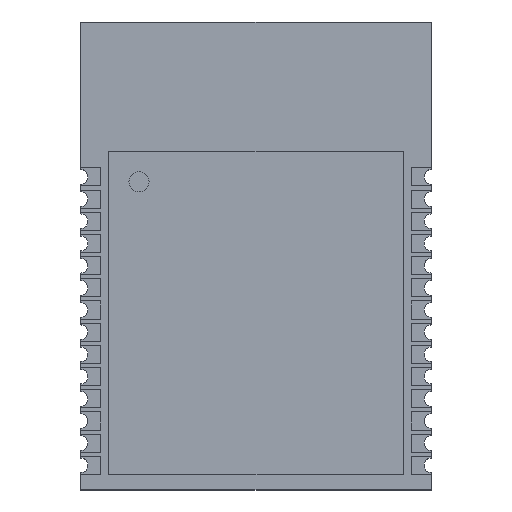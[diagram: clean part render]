
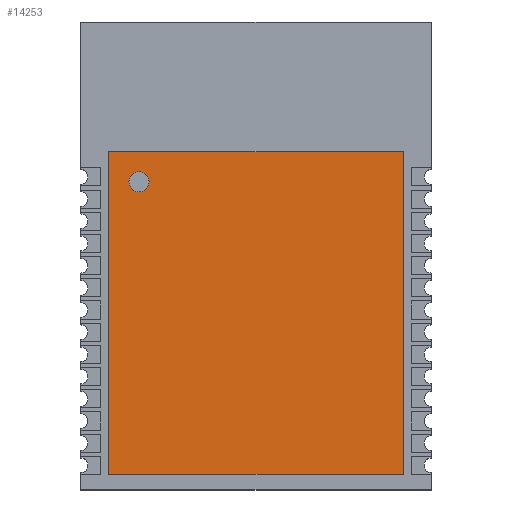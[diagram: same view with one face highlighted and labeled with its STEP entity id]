
A CAD part, top view. The second image highlights one B-rep face of the part: STEP entity #14253.
In plain terms, the highlighted planar face has unit normal (0, 0, 1).
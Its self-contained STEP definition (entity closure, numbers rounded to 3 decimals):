
#409 = VECTOR ( 'NONE', #14856, 1000. ) ;
#1088 = CARTESIAN_POINT ( 'NONE',  ( 7.3, 5.17, 2. ) ) ;
#1950 = LINE ( 'NONE', #2951, #409 ) ;
#2951 = CARTESIAN_POINT ( 'NONE',  ( -7.3, 5.17, 2. ) ) ;
#3129 = AXIS2_PLACEMENT_3D ( 'NONE', #12253, #6348, #11095 ) ;
#3630 = DIRECTION ( 'NONE',  ( 1., 0., 0. ) ) ;
#3688 = EDGE_CURVE ( 'NONE', #12616, #4322, #9793, .T. ) ;
#3738 = DIRECTION ( 'NONE',  ( -1., 0., 0. ) ) ;
#3912 = CARTESIAN_POINT ( 'NONE',  ( -6.3, 3.67, 2. ) ) ;
#4087 = EDGE_CURVE ( 'NONE', #14608, #11613, #1950, .T. ) ;
#4100 = CARTESIAN_POINT ( 'NONE',  ( -7.3, -10.83, 2. ) ) ;
#4145 = EDGE_LOOP ( 'NONE', ( #5560, #11988 ) ) ;
#4154 = EDGE_CURVE ( 'NONE', #7963, #6065, #8485, .T. ) ;
#4322 = VERTEX_POINT ( 'NONE', #12426 ) ;
#4655 = AXIS2_PLACEMENT_3D ( 'NONE', #5265, #10002, #10079 ) ;
#4784 = FACE_OUTER_BOUND ( 'NONE', #8753, .T. ) ;
#4904 = VECTOR ( 'NONE', #15031, 1000. ) ;
#5057 = DIRECTION ( 'NONE',  ( 0., 1., 0. ) ) ;
#5265 = CARTESIAN_POINT ( 'NONE',  ( -5.8, 3.67, 2. ) ) ;
#5279 = EDGE_CURVE ( 'NONE', #11613, #7963, #8853, .T. ) ;
#5560 = ORIENTED_EDGE ( 'NONE', *, *, #9133, .F. ) ;
#5725 = DIRECTION ( 'NONE',  ( 0., 0., 1. ) ) ;
#6065 = VERTEX_POINT ( 'NONE', #6837 ) ;
#6348 = DIRECTION ( 'NONE',  ( 0., 0., 1. ) ) ;
#6837 = CARTESIAN_POINT ( 'NONE',  ( 7.3, 5.17, 2. ) ) ;
#7178 = AXIS2_PLACEMENT_3D ( 'NONE', #14241, #5725, #3630 ) ;
#7963 = VERTEX_POINT ( 'NONE', #8689 ) ;
#8285 = FACE_BOUND ( 'NONE', #4145, .T. ) ;
#8485 = LINE ( 'NONE', #1088, #12251 ) ;
#8640 = CIRCLE ( 'NONE', #4655, 0.5 ) ;
#8689 = CARTESIAN_POINT ( 'NONE',  ( 7.3, -10.83, 2. ) ) ;
#8753 = EDGE_LOOP ( 'NONE', ( #13691, #13033, #13143, #12213 ) ) ;
#8843 = CARTESIAN_POINT ( 'NONE',  ( -7.3, 5.17, 2. ) ) ;
#8853 = LINE ( 'NONE', #10385, #4904 ) ;
#9133 = EDGE_CURVE ( 'NONE', #4322, #12616, #8640, .T. ) ;
#9621 = LINE ( 'NONE', #14349, #14400 ) ;
#9793 = CIRCLE ( 'NONE', #3129, 0.5 ) ;
#10002 = DIRECTION ( 'NONE',  ( 0., 0., 1. ) ) ;
#10079 = DIRECTION ( 'NONE',  ( 1., 0., 0. ) ) ;
#10385 = CARTESIAN_POINT ( 'NONE',  ( -7.3, -10.83, 2. ) ) ;
#10543 = PLANE ( 'NONE',  #7178 ) ;
#11095 = DIRECTION ( 'NONE',  ( 1., 0., 0. ) ) ;
#11322 = EDGE_CURVE ( 'NONE', #6065, #14608, #9621, .T. ) ;
#11613 = VERTEX_POINT ( 'NONE', #4100 ) ;
#11988 = ORIENTED_EDGE ( 'NONE', *, *, #3688, .F. ) ;
#12213 = ORIENTED_EDGE ( 'NONE', *, *, #11322, .T. ) ;
#12251 = VECTOR ( 'NONE', #5057, 1000. ) ;
#12253 = CARTESIAN_POINT ( 'NONE',  ( -5.8, 3.67, 2. ) ) ;
#12426 = CARTESIAN_POINT ( 'NONE',  ( -5.3, 3.67, 2. ) ) ;
#12616 = VERTEX_POINT ( 'NONE', #3912 ) ;
#13033 = ORIENTED_EDGE ( 'NONE', *, *, #5279, .T. ) ;
#13143 = ORIENTED_EDGE ( 'NONE', *, *, #4154, .T. ) ;
#13691 = ORIENTED_EDGE ( 'NONE', *, *, #4087, .T. ) ;
#14241 = CARTESIAN_POINT ( 'NONE',  ( 0., 0., 2. ) ) ;
#14253 = ADVANCED_FACE ( 'NONE', ( #8285, #4784 ), #10543, .T. ) ;
#14349 = CARTESIAN_POINT ( 'NONE',  ( -7.3, 5.17, 2. ) ) ;
#14400 = VECTOR ( 'NONE', #3738, 1000. ) ;
#14608 = VERTEX_POINT ( 'NONE', #8843 ) ;
#14856 = DIRECTION ( 'NONE',  ( 0., -1., 0. ) ) ;
#15031 = DIRECTION ( 'NONE',  ( 1., 0., 0. ) ) ;
